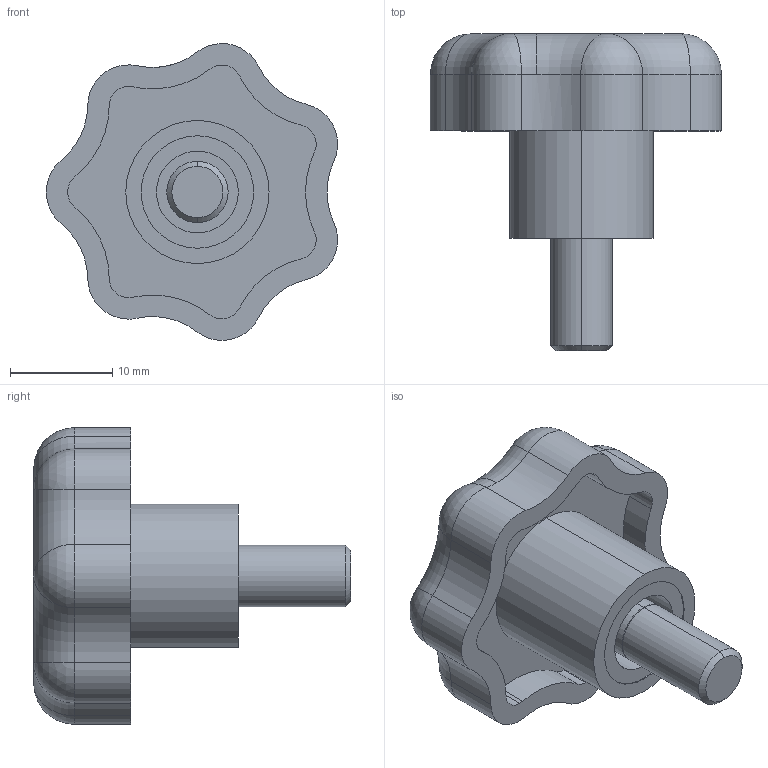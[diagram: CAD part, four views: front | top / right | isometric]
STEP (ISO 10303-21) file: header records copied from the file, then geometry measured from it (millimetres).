
FILE_DESCRIPTION (( 'STEP AP214' ), '1' );
FILE_NAME ('Çâåçäíîîáðàçíàÿ-ðó÷êà (âèíò) Ì 6õ10 À=32ìì, T11.STEP', '2021-09-10T12:07:15', ( 'Windows User' ), ( '' ), 'SwSTEP 2.0', 'SolidWorks 2021', '' );
FILE_SCHEMA (( 'AUTOMOTIVE_DESIGN' ));
Length unit declared in the file: millimetre
Products named in the file (1): Çâåçäíîîáðàçíàÿ-ðó÷êà (âèíò) Ì 6õ10 À=32ìì, T11
Bounding box: 28.48 x 31.05 x 29.02 mm (x, y, z)
Volume: 6185.1 mm3; surface area: 3585.9 mm2
Topology: 2 solids, 2 shells, 73 faces, 173 edges, 103 vertices
Faces by surface type: cylinder 46, plane 10, torus 8, sphere 7, cone 2
Entity records: 2214 total; most frequent: DIRECTION 432, CARTESIAN_POINT 343, ORIENTED_EDGE 332, AXIS2_PLACEMENT_3D 192, EDGE_CURVE 166, CIRCLE 118, VERTEX_POINT 103, EDGE_LOOP 79
